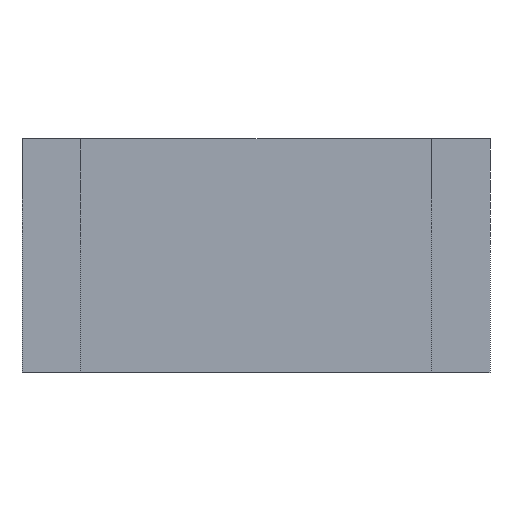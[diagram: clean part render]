
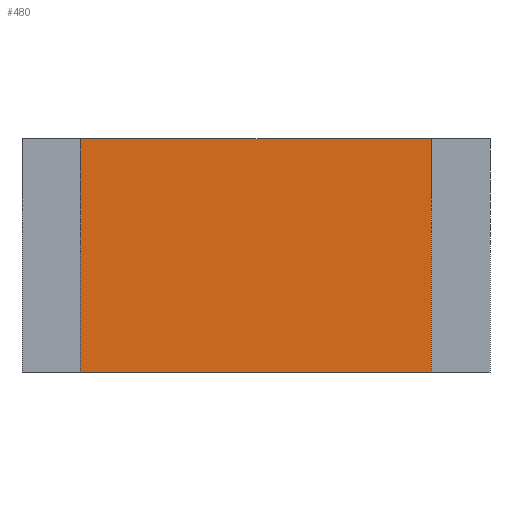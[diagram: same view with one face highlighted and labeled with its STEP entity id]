
A CAD part, front view. The second image highlights one B-rep face of the part: STEP entity #480.
In plain terms, the highlighted planar face has unit normal (0, -1, 0).
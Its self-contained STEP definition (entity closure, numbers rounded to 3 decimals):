
#29 = VECTOR ( 'NONE', #175, 1000. ) ;
#30 = VERTEX_POINT ( 'NONE', #441 ) ;
#37 = CARTESIAN_POINT ( 'NONE',  ( -1.2, 0., 0.8 ) ) ;
#39 = DIRECTION ( 'NONE',  ( 0., 1., 0. ) ) ;
#44 = DIRECTION ( 'NONE',  ( 1., 0., 0. ) ) ;
#47 = CARTESIAN_POINT ( 'NONE',  ( 1.2, 0., 0.8 ) ) ;
#49 = AXIS2_PLACEMENT_3D ( 'NONE', #231, #39, #192 ) ;
#85 = CARTESIAN_POINT ( 'NONE',  ( -1.2, 0., 0.267 ) ) ;
#92 = CARTESIAN_POINT ( 'NONE',  ( 0., 0., -0.8 ) ) ;
#100 = LINE ( 'NONE', #92, #29 ) ;
#112 = ORIENTED_EDGE ( 'NONE', *, *, #324, .F. ) ;
#115 = CARTESIAN_POINT ( 'NONE',  ( 0., 0., 0.8 ) ) ;
#117 = FACE_OUTER_BOUND ( 'NONE', #363, .T. ) ;
#126 = CARTESIAN_POINT ( 'NONE',  ( 1.2, 0., -0.8 ) ) ;
#140 = EDGE_CURVE ( 'NONE', #223, #30, #378, .T. ) ;
#163 = CARTESIAN_POINT ( 'NONE',  ( -1.2, 0., -0.8 ) ) ;
#175 = DIRECTION ( 'NONE',  ( -1., 0., 0. ) ) ;
#192 = DIRECTION ( 'NONE',  ( 0., 0., 1. ) ) ;
#223 = VERTEX_POINT ( 'NONE', #251 ) ;
#231 = CARTESIAN_POINT ( 'NONE',  ( 0., 0., 0. ) ) ;
#251 = CARTESIAN_POINT ( 'NONE',  ( 1.2, 0., 0.8 ) ) ;
#262 = ORIENTED_EDGE ( 'NONE', *, *, #274, .F. ) ;
#274 = EDGE_CURVE ( 'NONE', #431, #433, #359, .T. ) ;
#324 = EDGE_CURVE ( 'NONE', #30, #431, #100, .T. ) ;
#336 = LINE ( 'NONE', #115, #482 ) ;
#344 = CARTESIAN_POINT ( 'NONE',  ( -1.2, 0., -0.267 ) ) ;
#359 = B_SPLINE_CURVE_WITH_KNOTS ( 'NONE', 3,
 ( #163, #344, #85, #425 ),
 .UNSPECIFIED., .F., .F.,
 ( 4, 4 ),
 ( 0., 1. ),
 .UNSPECIFIED. ) ;
#363 = EDGE_LOOP ( 'NONE', ( #398, #262, #112, #468 ) ) ;
#378 = B_SPLINE_CURVE_WITH_KNOTS ( 'NONE', 3,
 ( #47, #380, #460, #126 ),
 .UNSPECIFIED., .F., .F.,
 ( 4, 4 ),
 ( 0., 1. ),
 .UNSPECIFIED. ) ;
#380 = CARTESIAN_POINT ( 'NONE',  ( 1.2, 0., 0.267 ) ) ;
#398 = ORIENTED_EDGE ( 'NONE', *, *, #462, .F. ) ;
#408 = CARTESIAN_POINT ( 'NONE',  ( -1.2, 0., -0.8 ) ) ;
#411 = PLANE ( 'NONE',  #49 ) ;
#425 = CARTESIAN_POINT ( 'NONE',  ( -1.2, 0., 0.8 ) ) ;
#431 = VERTEX_POINT ( 'NONE', #408 ) ;
#433 = VERTEX_POINT ( 'NONE', #37 ) ;
#441 = CARTESIAN_POINT ( 'NONE',  ( 1.2, 0., -0.8 ) ) ;
#460 = CARTESIAN_POINT ( 'NONE',  ( 1.2, 0., -0.267 ) ) ;
#462 = EDGE_CURVE ( 'NONE', #433, #223, #336, .T. ) ;
#468 = ORIENTED_EDGE ( 'NONE', *, *, #140, .F. ) ;
#480 = ADVANCED_FACE ( 'NONE', ( #117 ), #411, .F. ) ;
#482 = VECTOR ( 'NONE', #44, 1000. ) ;
